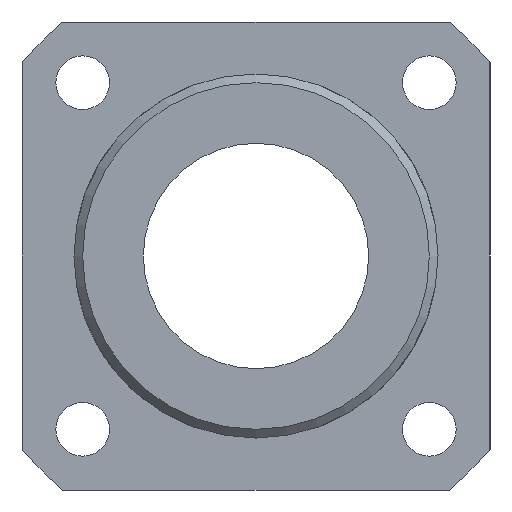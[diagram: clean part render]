
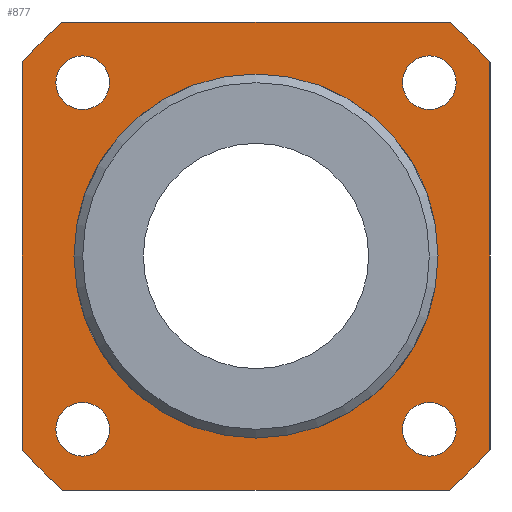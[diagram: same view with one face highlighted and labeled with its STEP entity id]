
A CAD part, left-side view. The second image highlights one B-rep face of the part: STEP entity #877.
In plain terms, the highlighted planar face has unit normal (-1, 0, 0).
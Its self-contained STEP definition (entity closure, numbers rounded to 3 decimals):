
#55=LINE($,#1696,#111);
#59=LINE($,#1705,#115);
#63=LINE($,#1714,#119);
#67=LINE($,#1723,#123);
#111=VECTOR($,#1156,44.542);
#115=VECTOR($,#1162,44.542);
#119=VECTOR($,#1168,44.542);
#123=VECTOR($,#1174,44.542);
#187=PLANE($,#967);
#222=FACE_BOUND($,#341,.T.);
#223=FACE_BOUND($,#342,.T.);
#224=FACE_BOUND($,#343,.T.);
#225=FACE_BOUND($,#344,.T.);
#226=FACE_BOUND($,#345,.T.);
#227=FACE_BOUND($,#346,.T.);
#341=EDGE_LOOP($,(#813));
#342=EDGE_LOOP($,(#814));
#343=EDGE_LOOP($,(#815));
#344=EDGE_LOOP($,(#816));
#345=EDGE_LOOP($,(#817,#818,#819,#820,#821,#822,#823,#824));
#346=EDGE_LOOP($,(#825));
#373=CIRCLE($,#936,21.);
#375=CIRCLE($,#941,3.1);
#377=CIRCLE($,#944,3.1);
#379=CIRCLE($,#947,3.1);
#381=CIRCLE($,#950,3.1);
#386=CIRCLE($,#962,35.);
#387=CIRCLE($,#964,35.);
#388=CIRCLE($,#966,35.);
#389=CIRCLE($,#968,35.);
#449=VERTEX_POINT($,#1594);
#453=VERTEX_POINT($,#1671);
#455=VERTEX_POINT($,#1676);
#457=VERTEX_POINT($,#1681);
#459=VERTEX_POINT($,#1686);
#462=VERTEX_POINT($,#1693);
#463=VERTEX_POINT($,#1695);
#466=VERTEX_POINT($,#1702);
#467=VERTEX_POINT($,#1704);
#470=VERTEX_POINT($,#1711);
#471=VERTEX_POINT($,#1713);
#474=VERTEX_POINT($,#1720);
#475=VERTEX_POINT($,#1722);
#559=EDGE_CURVE($,#449,#449,#373,.T.);
#563=EDGE_CURVE($,#453,#453,#375,.T.);
#565=EDGE_CURVE($,#455,#455,#377,.T.);
#567=EDGE_CURVE($,#457,#457,#379,.T.);
#569=EDGE_CURVE($,#459,#459,#381,.T.);
#572=EDGE_CURVE($,#463,#462,#55,.T.);
#576=EDGE_CURVE($,#467,#466,#59,.T.);
#580=EDGE_CURVE($,#471,#470,#63,.T.);
#584=EDGE_CURVE($,#475,#474,#67,.T.);
#590=EDGE_CURVE($,#463,#474,#386,.T.);
#591=EDGE_CURVE($,#467,#470,#387,.T.);
#592=EDGE_CURVE($,#475,#466,#388,.T.);
#593=EDGE_CURVE($,#471,#462,#389,.T.);
#813=ORIENTED_EDGE($,*,*,#563,.T.);
#814=ORIENTED_EDGE($,*,*,#565,.T.);
#815=ORIENTED_EDGE($,*,*,#567,.T.);
#816=ORIENTED_EDGE($,*,*,#569,.T.);
#817=ORIENTED_EDGE($,*,*,#572,.T.);
#818=ORIENTED_EDGE($,*,*,#593,.F.);
#819=ORIENTED_EDGE($,*,*,#580,.T.);
#820=ORIENTED_EDGE($,*,*,#591,.F.);
#821=ORIENTED_EDGE($,*,*,#576,.T.);
#822=ORIENTED_EDGE($,*,*,#592,.F.);
#823=ORIENTED_EDGE($,*,*,#584,.T.);
#824=ORIENTED_EDGE($,*,*,#590,.F.);
#825=ORIENTED_EDGE($,*,*,#559,.T.);
#877=ADVANCED_FACE($,(#222,#223,#224,#225,#226,#227),#187,.T.);
#936=AXIS2_PLACEMENT_3D($,#1595,#1120,#1121);
#941=AXIS2_PLACEMENT_3D($,#1672,#1130,#1131);
#944=AXIS2_PLACEMENT_3D($,#1677,#1136,#1137);
#947=AXIS2_PLACEMENT_3D($,#1682,#1142,#1143);
#950=AXIS2_PLACEMENT_3D($,#1687,#1148,#1149);
#962=AXIS2_PLACEMENT_3D($,#1731,#1188,#1189);
#964=AXIS2_PLACEMENT_3D($,#1733,#1192,#1193);
#966=AXIS2_PLACEMENT_3D($,#1735,#1196,#1197);
#967=AXIS2_PLACEMENT_3D($,#1736,#1198,#1199);
#968=AXIS2_PLACEMENT_3D($,#1737,#1200,#1201);
#1120=DIRECTION('center_axis',(1.,0.,0.));
#1121=DIRECTION('ref_axis',(0.,1.,0.));
#1130=DIRECTION('center_axis',(1.,0.,0.));
#1131=DIRECTION('ref_axis',(0.,0.,1.));
#1136=DIRECTION('center_axis',(1.,0.,0.));
#1137=DIRECTION('ref_axis',(0.,0.,1.));
#1142=DIRECTION('center_axis',(1.,0.,0.));
#1143=DIRECTION('ref_axis',(0.,0.,1.));
#1148=DIRECTION('center_axis',(1.,0.,0.));
#1149=DIRECTION('ref_axis',(0.,0.,1.));
#1156=DIRECTION($,(0.,0.,1.));
#1162=DIRECTION($,(0.,0.,-1.));
#1168=DIRECTION($,(0.,1.,0.));
#1174=DIRECTION($,(0.,-1.,0.));
#1188=DIRECTION('center_axis',(1.,0.,0.));
#1189=DIRECTION('ref_axis',(0.,1.,0.));
#1192=DIRECTION('center_axis',(1.,0.,0.));
#1193=DIRECTION('ref_axis',(0.,1.,0.));
#1196=DIRECTION('center_axis',(1.,0.,0.));
#1197=DIRECTION('ref_axis',(0.,1.,0.));
#1198=DIRECTION('center_axis',(-1.,0.,0.));
#1199=DIRECTION('ref_axis',(0.,0.,1.));
#1200=DIRECTION('center_axis',(1.,0.,0.));
#1201=DIRECTION('ref_axis',(0.,1.,0.));
#1594=CARTESIAN_POINT('',(-9.,21.,0.));
#1595=CARTESIAN_POINT('Origin',(-9.,0.,0.));
#1671=CARTESIAN_POINT('',(-9.,-20.,-16.9));
#1672=CARTESIAN_POINT('Origin',(-9.,-20.,-20.));
#1676=CARTESIAN_POINT('',(-9.,-20.,23.1));
#1677=CARTESIAN_POINT('Origin',(-9.,-20.,20.));
#1681=CARTESIAN_POINT('',(-9.,20.,23.1));
#1682=CARTESIAN_POINT('Origin',(-9.,20.,20.));
#1686=CARTESIAN_POINT('',(-9.,20.,-16.9));
#1687=CARTESIAN_POINT('Origin',(-9.,20.,-20.));
#1693=CARTESIAN_POINT('',(-9.,-27.,22.271));
#1695=CARTESIAN_POINT('',(-9.,-27.,-22.271));
#1696=CARTESIAN_POINT($,(-9.,-27.,11.136));
#1702=CARTESIAN_POINT('',(-9.,27.,-22.271));
#1704=CARTESIAN_POINT('',(-9.,27.,22.271));
#1705=CARTESIAN_POINT($,(-9.,27.,-11.136));
#1711=CARTESIAN_POINT('',(-9.,22.271,27.));
#1713=CARTESIAN_POINT('',(-9.,-22.271,27.));
#1714=CARTESIAN_POINT($,(-9.,19.886,27.));
#1720=CARTESIAN_POINT('',(-9.,-22.271,-27.));
#1722=CARTESIAN_POINT('',(-9.,22.271,-27.));
#1723=CARTESIAN_POINT($,(-9.,-2.386,-27.));
#1731=CARTESIAN_POINT('Origin',(-9.,0.,0.));
#1733=CARTESIAN_POINT('Origin',(-9.,0.,0.));
#1735=CARTESIAN_POINT('Origin',(-9.,0.,0.));
#1736=CARTESIAN_POINT('Origin',(-9.,17.5,0.));
#1737=CARTESIAN_POINT('Origin',(-9.,0.,0.));
